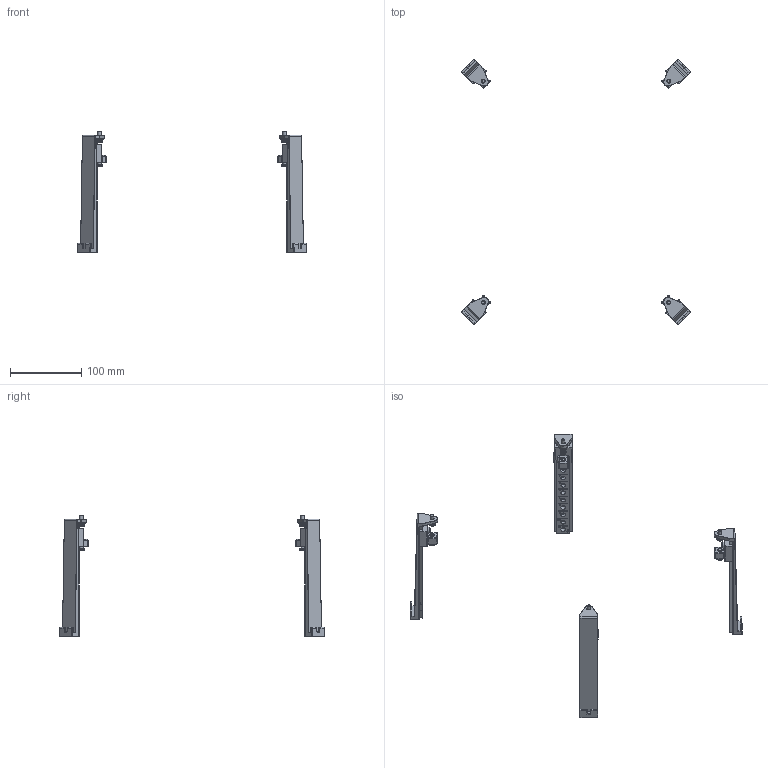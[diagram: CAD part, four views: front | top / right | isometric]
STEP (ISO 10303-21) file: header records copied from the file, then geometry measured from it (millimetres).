
FILE_DESCRIPTION (( 'STEP AP214' ), '1' );
FILE_NAME ('FR8PKA.STEP', '2020-10-05T15:32:09', ( '' ), ( '' ), 'SwSTEP 2.0', 'SolidWorks 2019', '' );
FILE_SCHEMA (( 'AUTOMOTIVE_DESIGN' ));
Length unit declared in the file: inch
Products named in the file (1): FR8PKA
Bounding box: 322.25 x 373.05 x 170.24 mm (x, y, z)
Volume: 172449.8 mm3; surface area: 84744.6 mm2
Topology: 24 solids, 24 shells, 1800 faces, 4424 edges, 2768 vertices
Faces by surface type: plane 916, bspline 540, cylinder 332, cone 12
Full cylindrical faces by diameter (mm): 4.826 x12, 5.5 x4, 5.588 x4, 6.35 x48, 6.426 x8, 8 x4, 9.474 x8, 11 x4
Entity records: 84269 total; most frequent: CARTESIAN_POINT 22741, ORIENTED_EDGE 8440, DIRECTION 6170, EDGE_CURVE 4220, VERTEX_POINT 2732, LINE 2616, VECTOR 2616, EDGE_LOOP 2096
